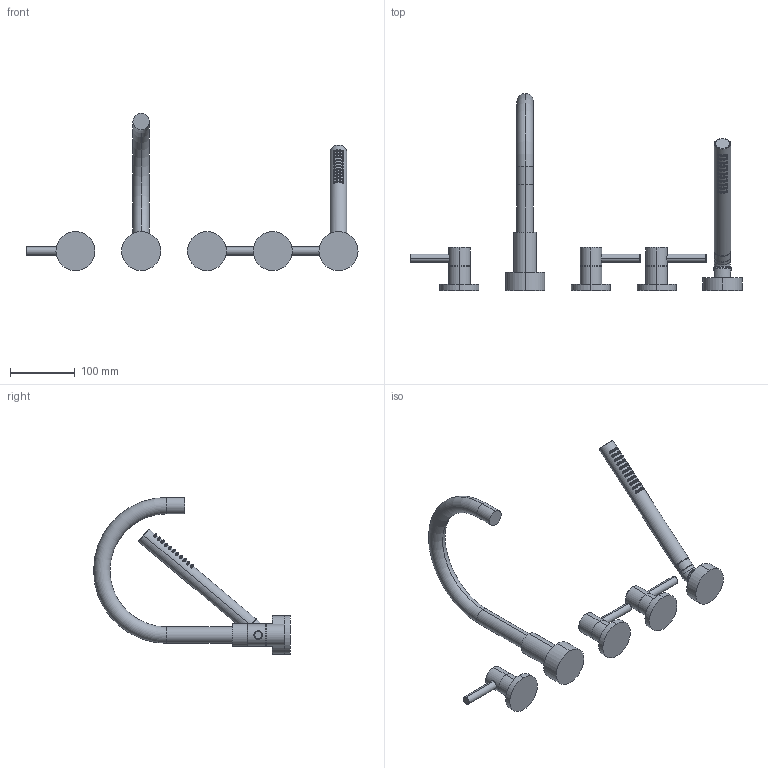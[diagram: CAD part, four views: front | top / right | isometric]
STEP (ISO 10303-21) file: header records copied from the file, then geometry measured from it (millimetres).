
FILE_DESCRIPTION((''),'2;1');
FILE_NAME('3-1507','2021-03-17T13:55:04',('jinson.thomas'),(''),'CREO PARAMETRIC BY PTC INC, 2018400','CREO PARAMETRIC BY PTC INC, 2018400','');
FILE_SCHEMA(('CONFIG_CONTROL_DESIGN'));
Length unit declared in the file: inch
Products named in the file (1): 3-1507
Bounding box: 512.92 x 304.23 x 242.89 mm (x, y, z)
Volume: 807048.8 mm3; surface area: 140440.6 mm2
Topology: 6 solids, 6 shells, 864 faces, 1860 edges, 1116 vertices
Faces by surface type: bspline 536, cylinder 258, plane 40, torus 30
Entity records: 82319 total; most frequent: CARTESIAN_POINT 67303, ORIENTED_EDGE 3720, EDGE_CURVE 1860, DIRECTION 1786, VERTEX_POINT 1116, B_SPLINE_CURVE_WITH_KNOTS 1060, EDGE_LOOP 972, FACE_OUTER_BOUND 864
